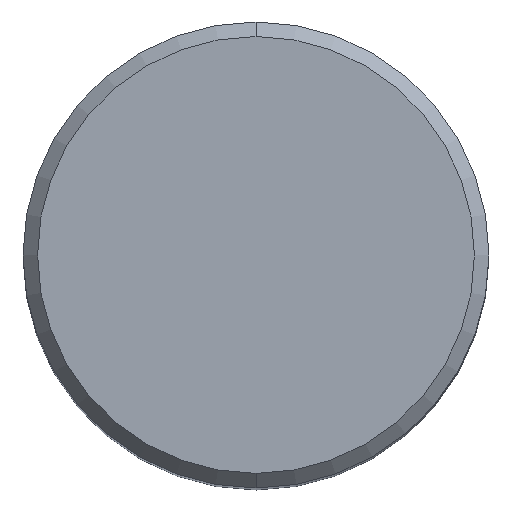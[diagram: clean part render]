
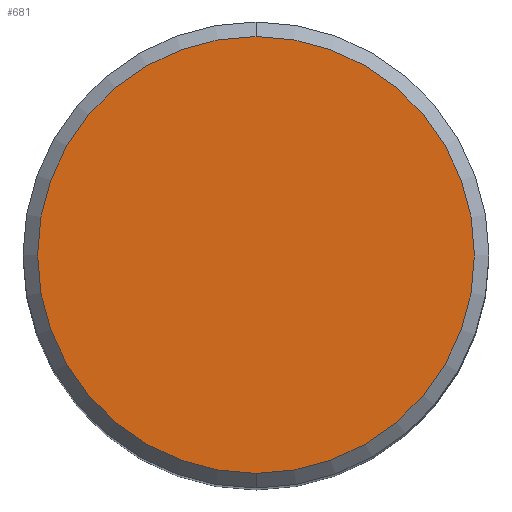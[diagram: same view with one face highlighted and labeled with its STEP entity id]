
A CAD part, top view. The second image highlights one B-rep face of the part: STEP entity #681.
In plain terms, the highlighted planar face has unit normal (0, 0, 1).
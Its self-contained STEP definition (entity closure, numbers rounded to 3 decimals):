
#345=EDGE_CURVE('',#735,#449,#876,.T.);
#449=VERTEX_POINT('',#989);
#453=EDGE_CURVE('',#449,#735,#993,.T.);
#681=ADVANCED_FACE('',(#1251),#1252,.T.);
#735=VERTEX_POINT('',#1310);
#876=CIRCLE('',#1585,15.0);
#989=CARTESIAN_POINT('',(0.0,15.0,0.0));
#993=CIRCLE('',#1962,15.0);
#1251=FACE_OUTER_BOUND('',#2693,.T.);
#1252=PLANE('',#2694);
#1310=CARTESIAN_POINT('',(0.,-15.0,0.0));
#1585=AXIS2_PLACEMENT_3D('',#3039,#3040,#3041);
#1962=AXIS2_PLACEMENT_3D('',#3159,#3160,#3161);
#2693=EDGE_LOOP('',(#3490,#3491));
#2694=AXIS2_PLACEMENT_3D('',#3492,#3493,#3494);
#3039=CARTESIAN_POINT('',(0.0,0.0,0.0));
#3040=DIRECTION('',(0.0,0.0,-1.0));
#3041=DIRECTION('',(0.0,1.0,0.0));
#3159=CARTESIAN_POINT('',(0.0,0.0,0.0));
#3160=DIRECTION('',(0.0,0.0,-1.0));
#3161=DIRECTION('',(0.0,1.0,0.0));
#3490=ORIENTED_EDGE('',*,*,#453,.F.);
#3491=ORIENTED_EDGE('',*,*,#345,.F.);
#3492=CARTESIAN_POINT('',(0.0,7.5,0.0));
#3493=DIRECTION('',(-0.0,0.0,1.0));
#3494=DIRECTION('',(0.0,-1.0,0.0));
